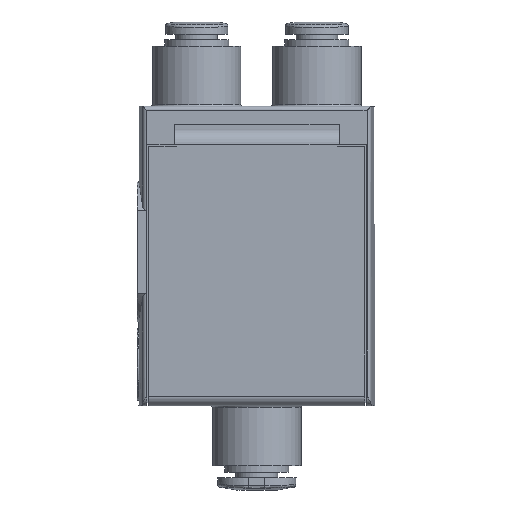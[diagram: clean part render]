
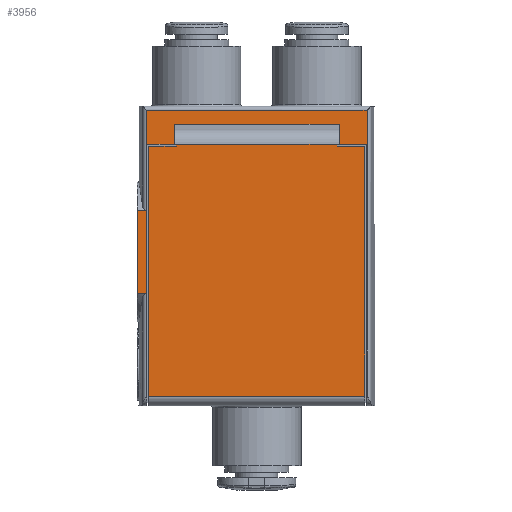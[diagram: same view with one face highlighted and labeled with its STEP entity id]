
A CAD part, front view. The second image highlights one B-rep face of the part: STEP entity #3956.
In plain terms, the highlighted planar face has unit normal (0, -1, 0).
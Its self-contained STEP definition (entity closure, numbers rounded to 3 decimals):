
#44=PLANE('',#4166);
#159=LINE('',#5301,#399);
#161=LINE('',#5315,#401);
#163=LINE('',#5324,#403);
#165=LINE('',#5341,#405);
#166=LINE('',#5344,#406);
#167=LINE('',#5346,#407);
#168=LINE('',#5348,#408);
#169=LINE('',#5349,#409);
#170=LINE('',#5351,#410);
#171=LINE('',#5353,#411);
#172=LINE('',#5355,#412);
#173=LINE('',#5357,#413);
#174=LINE('',#5358,#414);
#175=LINE('',#5360,#415);
#176=LINE('',#5362,#416);
#177=LINE('',#5364,#417);
#178=LINE('',#5366,#418);
#179=LINE('',#5367,#419);
#180=LINE('',#5369,#420);
#181=LINE('',#5371,#421);
#182=LINE('',#5373,#422);
#183=LINE('',#5375,#423);
#184=LINE('',#5377,#424);
#185=LINE('',#5379,#425);
#399=VECTOR('',#4479,1000.);
#401=VECTOR('',#4483,1000.);
#403=VECTOR('',#4491,1000.);
#405=VECTOR('',#4497,1000.);
#406=VECTOR('',#4498,1000.);
#407=VECTOR('',#4499,1000.);
#408=VECTOR('',#4500,1000.);
#409=VECTOR('',#4501,1000.);
#410=VECTOR('',#4502,1000.);
#411=VECTOR('',#4503,1000.);
#412=VECTOR('',#4504,1000.);
#413=VECTOR('',#4505,1000.);
#414=VECTOR('',#4506,1000.);
#415=VECTOR('',#4507,1000.);
#416=VECTOR('',#4508,1000.);
#417=VECTOR('',#4509,1000.);
#418=VECTOR('',#4510,1000.);
#419=VECTOR('',#4511,1000.);
#420=VECTOR('',#4512,1000.);
#421=VECTOR('',#4513,1000.);
#422=VECTOR('',#4514,1000.);
#423=VECTOR('',#4515,1000.);
#424=VECTOR('',#4516,1000.);
#425=VECTOR('',#4517,1000.);
#746=ORIENTED_EDGE('',*,*,#1540,.F.);
#747=ORIENTED_EDGE('',*,*,#1541,.T.);
#748=ORIENTED_EDGE('',*,*,#1542,.T.);
#749=ORIENTED_EDGE('',*,*,#1543,.F.);
#750=ORIENTED_EDGE('',*,*,#1544,.F.);
#751=ORIENTED_EDGE('',*,*,#1545,.T.);
#752=ORIENTED_EDGE('',*,*,#1546,.T.);
#753=ORIENTED_EDGE('',*,*,#1547,.T.);
#754=ORIENTED_EDGE('',*,*,#1548,.T.);
#755=ORIENTED_EDGE('',*,*,#1531,.F.);
#756=ORIENTED_EDGE('',*,*,#1549,.F.);
#757=ORIENTED_EDGE('',*,*,#1550,.T.);
#758=ORIENTED_EDGE('',*,*,#1551,.T.);
#759=ORIENTED_EDGE('',*,*,#1552,.T.);
#760=ORIENTED_EDGE('',*,*,#1553,.T.);
#761=ORIENTED_EDGE('',*,*,#1535,.F.);
#762=ORIENTED_EDGE('',*,*,#1554,.F.);
#763=ORIENTED_EDGE('',*,*,#1555,.T.);
#764=ORIENTED_EDGE('',*,*,#1556,.T.);
#765=ORIENTED_EDGE('',*,*,#1557,.F.);
#766=ORIENTED_EDGE('',*,*,#1558,.T.);
#767=ORIENTED_EDGE('',*,*,#1559,.T.);
#768=ORIENTED_EDGE('',*,*,#1560,.T.);
#769=ORIENTED_EDGE('',*,*,#1527,.F.);
#1527=EDGE_CURVE('',#1923,#1925,#159,.T.);
#1531=EDGE_CURVE('',#1928,#1929,#161,.T.);
#1535=EDGE_CURVE('',#1932,#1933,#163,.T.);
#1540=EDGE_CURVE('',#1937,#1938,#165,.T.);
#1541=EDGE_CURVE('',#1937,#1939,#166,.T.);
#1542=EDGE_CURVE('',#1939,#1940,#167,.T.);
#1543=EDGE_CURVE('',#1938,#1940,#168,.T.);
#1544=EDGE_CURVE('',#1941,#1923,#169,.T.);
#1545=EDGE_CURVE('',#1941,#1942,#170,.T.);
#1546=EDGE_CURVE('',#1942,#1943,#171,.T.);
#1547=EDGE_CURVE('',#1943,#1944,#172,.T.);
#1548=EDGE_CURVE('',#1944,#1929,#173,.T.);
#1549=EDGE_CURVE('',#1945,#1928,#174,.T.);
#1550=EDGE_CURVE('',#1945,#1946,#175,.T.);
#1551=EDGE_CURVE('',#1946,#1947,#176,.T.);
#1552=EDGE_CURVE('',#1947,#1948,#177,.T.);
#1553=EDGE_CURVE('',#1948,#1933,#178,.T.);
#1554=EDGE_CURVE('',#1949,#1932,#179,.T.);
#1555=EDGE_CURVE('',#1949,#1950,#180,.T.);
#1556=EDGE_CURVE('',#1950,#1951,#181,.T.);
#1557=EDGE_CURVE('',#1952,#1951,#182,.T.);
#1558=EDGE_CURVE('',#1952,#1953,#183,.T.);
#1559=EDGE_CURVE('',#1953,#1954,#184,.T.);
#1560=EDGE_CURVE('',#1954,#1925,#185,.T.);
#1923=VERTEX_POINT('',#5299);
#1925=VERTEX_POINT('',#5302);
#1928=VERTEX_POINT('',#5316);
#1929=VERTEX_POINT('',#5317);
#1932=VERTEX_POINT('',#5325);
#1933=VERTEX_POINT('',#5326);
#1937=VERTEX_POINT('',#5342);
#1938=VERTEX_POINT('',#5343);
#1939=VERTEX_POINT('',#5345);
#1940=VERTEX_POINT('',#5347);
#1941=VERTEX_POINT('',#5350);
#1942=VERTEX_POINT('',#5352);
#1943=VERTEX_POINT('',#5354);
#1944=VERTEX_POINT('',#5356);
#1945=VERTEX_POINT('',#5359);
#1946=VERTEX_POINT('',#5361);
#1947=VERTEX_POINT('',#5363);
#1948=VERTEX_POINT('',#5365);
#1949=VERTEX_POINT('',#5368);
#1950=VERTEX_POINT('',#5370);
#1951=VERTEX_POINT('',#5372);
#1952=VERTEX_POINT('',#5374);
#1953=VERTEX_POINT('',#5376);
#1954=VERTEX_POINT('',#5378);
#2259=EDGE_LOOP('',(#746,#747,#748,#749));
#2260=EDGE_LOOP('',(#750,#751,#752,#753,#754,#755,#756,#757,#758,#759,#760,
#761,#762,#763,#764,#765,#766,#767,#768,#769));
#2479=FACE_BOUND('',#2259,.T.);
#2480=FACE_BOUND('',#2260,.T.);
#3956=ADVANCED_FACE('',(#2479,#2480),#44,.F.);
#4166=AXIS2_PLACEMENT_3D('',#5340,#4495,#4496);
#4479=DIRECTION('',(-1.,0.,0.));
#4483=DIRECTION('',(-1.,0.,0.));
#4491=DIRECTION('',(-1.,0.,0.));
#4495=DIRECTION('',(0.,1.,0.));
#4496=DIRECTION('',(0.,0.,1.));
#4497=DIRECTION('',(-1.,0.,0.));
#4498=DIRECTION('',(0.,0.,-1.));
#4499=DIRECTION('',(-1.,0.,0.));
#4500=DIRECTION('',(0.,0.,-1.));
#4501=DIRECTION('',(0.,0.,-1.));
#4502=DIRECTION('',(1.,0.,0.));
#4503=DIRECTION('',(0.,0.,-1.));
#4504=DIRECTION('',(-1.,0.,0.));
#4505=DIRECTION('',(0.,0.,-1.));
#4506=DIRECTION('',(0.,0.,-1.));
#4507=DIRECTION('',(-1.,0.,0.));
#4508=DIRECTION('',(0.,0.,1.));
#4509=DIRECTION('',(1.,0.,0.));
#4510=DIRECTION('',(0.,0.,-1.));
#4511=DIRECTION('',(0.,0.,-1.));
#4512=DIRECTION('',(-1.,0.,0.));
#4513=DIRECTION('',(0.,0.,-1.));
#4514=DIRECTION('',(1.,0.,0.));
#4515=DIRECTION('',(0.,0.,-1.));
#4516=DIRECTION('',(1.,0.,0.));
#4517=DIRECTION('',(0.,0.,-1.));
#5299=CARTESIAN_POINT('',(-13.732,-7.05,1.2));
#5301=CARTESIAN_POINT('',(14.9,-7.05,1.2));
#5302=CARTESIAN_POINT('',(-13.765,-7.05,1.2));
#5315=CARTESIAN_POINT('',(14.9,-7.05,1.2));
#5316=CARTESIAN_POINT('',(13.5,-7.05,1.2));
#5317=CARTESIAN_POINT('',(-13.5,-7.05,1.2));
#5324=CARTESIAN_POINT('',(14.9,-7.05,1.2));
#5325=CARTESIAN_POINT('',(13.765,-7.05,1.2));
#5326=CARTESIAN_POINT('',(13.732,-7.05,1.2));
#5340=CARTESIAN_POINT('',(-13.765,-7.05,37.4));
#5341=CARTESIAN_POINT('',(10.284,-7.05,35.15));
#5342=CARTESIAN_POINT('',(10.284,-7.05,35.15));
#5343=CARTESIAN_POINT('',(-10.284,-7.05,35.15));
#5344=CARTESIAN_POINT('',(10.284,-7.05,37.4));
#5345=CARTESIAN_POINT('',(10.284,-7.05,32.65));
#5346=CARTESIAN_POINT('',(10.284,-7.05,32.65));
#5347=CARTESIAN_POINT('',(-10.284,-7.05,32.65));
#5348=CARTESIAN_POINT('',(-10.284,-7.05,37.4));
#5349=CARTESIAN_POINT('',(-13.732,-7.05,37.4));
#5350=CARTESIAN_POINT('',(-13.732,-7.05,32.632));
#5351=CARTESIAN_POINT('',(-13.732,-7.05,32.632));
#5352=CARTESIAN_POINT('',(-10.052,-7.05,32.632));
#5353=CARTESIAN_POINT('',(-10.052,-7.05,32.632));
#5354=CARTESIAN_POINT('',(-10.052,-7.05,32.4));
#5355=CARTESIAN_POINT('',(-10.052,-7.05,32.4));
#5356=CARTESIAN_POINT('',(-13.5,-7.05,32.4));
#5357=CARTESIAN_POINT('',(-13.5,-7.05,32.4));
#5358=CARTESIAN_POINT('',(13.5,-7.05,37.4));
#5359=CARTESIAN_POINT('',(13.5,-7.05,32.4));
#5360=CARTESIAN_POINT('',(13.5,-7.05,32.4));
#5361=CARTESIAN_POINT('',(10.052,-7.05,32.4));
#5362=CARTESIAN_POINT('',(10.052,-7.05,32.4));
#5363=CARTESIAN_POINT('',(10.052,-7.05,32.632));
#5364=CARTESIAN_POINT('',(10.052,-7.05,32.632));
#5365=CARTESIAN_POINT('',(13.732,-7.05,32.632));
#5366=CARTESIAN_POINT('',(13.732,-7.05,32.632));
#5367=CARTESIAN_POINT('',(13.765,-7.05,37.4));
#5368=CARTESIAN_POINT('',(13.765,-7.05,36.9));
#5369=CARTESIAN_POINT('',(14.9,-7.05,36.9));
#5370=CARTESIAN_POINT('',(-13.765,-7.05,36.9));
#5371=CARTESIAN_POINT('',(-13.765,-7.05,37.4));
#5372=CARTESIAN_POINT('',(-13.765,-7.05,24.385));
#5373=CARTESIAN_POINT('',(-14.9,-7.05,24.385));
#5374=CARTESIAN_POINT('',(-14.9,-7.05,24.385));
#5375=CARTESIAN_POINT('',(-14.9,-7.05,24.385));
#5376=CARTESIAN_POINT('',(-14.9,-7.05,14.02));
#5377=CARTESIAN_POINT('',(-14.9,-7.05,14.02));
#5378=CARTESIAN_POINT('',(-13.765,-7.05,14.02));
#5379=CARTESIAN_POINT('',(-13.765,-7.05,37.4));
